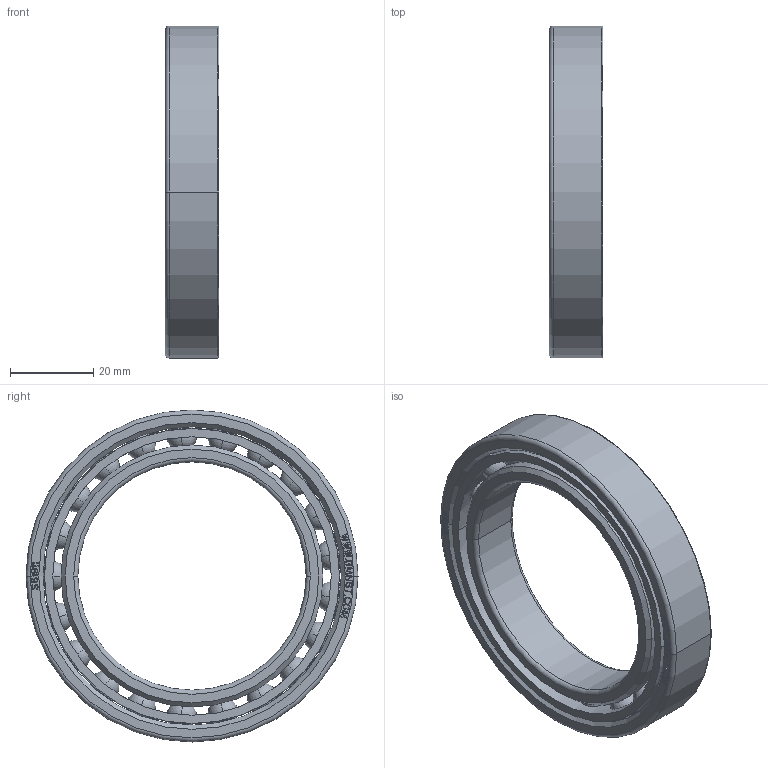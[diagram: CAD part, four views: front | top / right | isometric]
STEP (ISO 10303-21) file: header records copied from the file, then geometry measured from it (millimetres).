
FILE_DESCRIPTION((''),'2;1');
FILE_NAME('S61911_PRT','2014-03-19T',('sales 4'),(''),'PRO/ENGINEER BY PARAMETRIC TECHNOLOGY CORPORATION, 2013150','PRO/ENGINEER BY PARAMETRIC TECHNOLOGY CORPORATION, 2013150','');
FILE_SCHEMA(('AUTOMOTIVE_DESIGN { 1 0 10303 214 1 1 1 1 }'));
Length unit declared in the file: millimetre
Products named in the file (1): S61911_PRT
Bounding box: 13.01 x 80 x 80 mm (x, y, z)
Volume: 26133.6 mm3; surface area: 22355.2 mm2
Topology: 3 solids, 3 shells, 687 faces, 1907 edges, 1206 vertices
Faces by surface type: plane 483, cylinder 98, sphere 84, torus 12, cone 10
Entity records: 37974 total; most frequent: CARTESIAN_POINT 15161, ORIENTED_EDGE 3646, DIRECTION 3257, PRESENTATION_STYLE_ASSIGNMENT 1855, STYLED_ITEM 1826, CURVE_STYLE 1823, EDGE_CURVE 1823, VECTOR 1427
